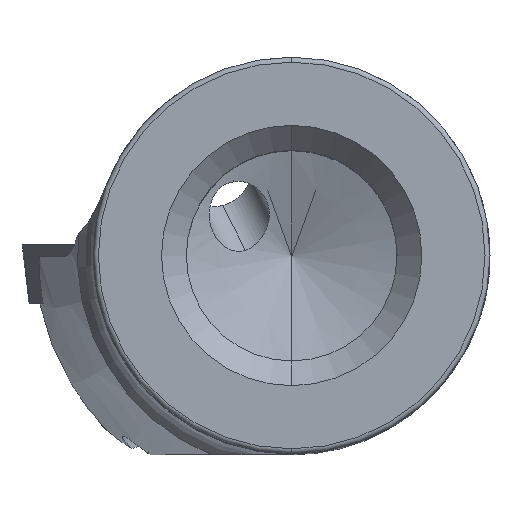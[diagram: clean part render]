
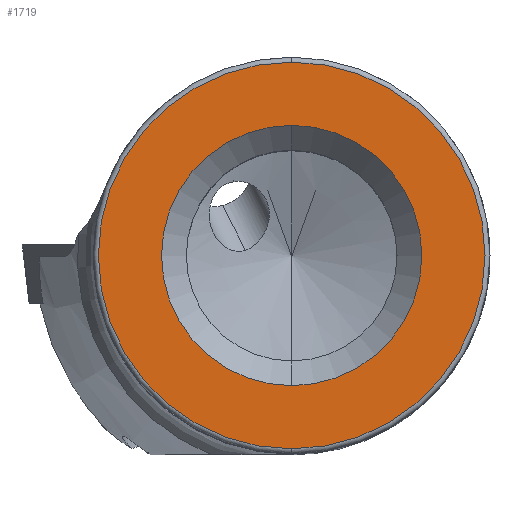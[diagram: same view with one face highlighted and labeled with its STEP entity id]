
A CAD part, top view. The second image highlights one B-rep face of the part: STEP entity #1719.
In plain terms, the highlighted planar face has unit normal (0, 0, 1).
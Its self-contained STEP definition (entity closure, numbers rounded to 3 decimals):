
#809=EDGE_CURVE('NONE',#1741,#845,#2125,.T.);
#845=VERTEX_POINT('NONE',#2167);
#1163=VERTEX_POINT('NONE',#2518);
#1441=VERTEX_POINT('NONE',#2826);
#1495=EDGE_CURVE('NONE',#1441,#1163,#2887,.F.);
#1537=EDGE_CURVE('NONE',#845,#1741,#2932,.T.);
#1719=ADVANCED_FACE('NONE',(#3131,#3132),#3133,.T.);
#1741=VERTEX_POINT('NONE',#3159);
#1795=EDGE_CURVE('NONE',#1163,#1441,#3217,.T.);
#2125=CIRCLE('',#3652,7.8);
#2167=CARTESIAN_POINT('',(0.0,-7.8,0.0));
#2518=CARTESIAN_POINT('',(0.0,-5.25,0.0));
#2826=CARTESIAN_POINT('',(0.,5.25,0.));
#2887=CIRCLE('',#4925,5.25);
#2932=CIRCLE('',#5028,7.8);
#3131=FACE_OUTER_BOUND('',#5462,.T.);
#3132=FACE_BOUND('',#5463,.T.);
#3133=PLANE('',#5464);
#3159=CARTESIAN_POINT('',(0.,7.8,0.));
#3217=CIRCLE('',#5641,5.25);
#3652=AXIS2_PLACEMENT_3D('',#6598,#6599,#6600);
#4925=AXIS2_PLACEMENT_3D('',#7555,#7556,#7557);
#5028=AXIS2_PLACEMENT_3D('',#7611,#7612,#7613);
#5462=EDGE_LOOP('',(#7843,#7844));
#5463=EDGE_LOOP('',(#7845,#7846));
#5464=AXIS2_PLACEMENT_3D('',#7847,#7848,#7849);
#5641=AXIS2_PLACEMENT_3D('',#7951,#7952,#7953);
#6598=CARTESIAN_POINT('',(0.0,0.0,0.0));
#6599=DIRECTION('',(0.,-0.0,1.0));
#6600=DIRECTION('',(0.0,1.0,0.0));
#7555=CARTESIAN_POINT('',(0.0,0.0,0.0));
#7556=DIRECTION('',(0.,0.0,1.0));
#7557=DIRECTION('',(0.0,-1.0,0.0));
#7611=CARTESIAN_POINT('',(0.0,0.0,0.0));
#7612=DIRECTION('',(0.,-0.0,1.0));
#7613=DIRECTION('',(0.0,1.0,0.0));
#7843=ORIENTED_EDGE('',*,*,#1537,.T.);
#7844=ORIENTED_EDGE('',*,*,#809,.T.);
#7845=ORIENTED_EDGE('',*,*,#1795,.T.);
#7846=ORIENTED_EDGE('',*,*,#1495,.T.);
#7847=CARTESIAN_POINT('',(0.0,0.0,0.0));
#7848=DIRECTION('',(0.,0.0,1.0));
#7849=DIRECTION('',(0.0,-1.0,0.0));
#7951=CARTESIAN_POINT('',(0.0,0.0,0.0));
#7952=DIRECTION('',(0.,-0.0,-1.0));
#7953=DIRECTION('',(0.0,-1.0,0.0));
